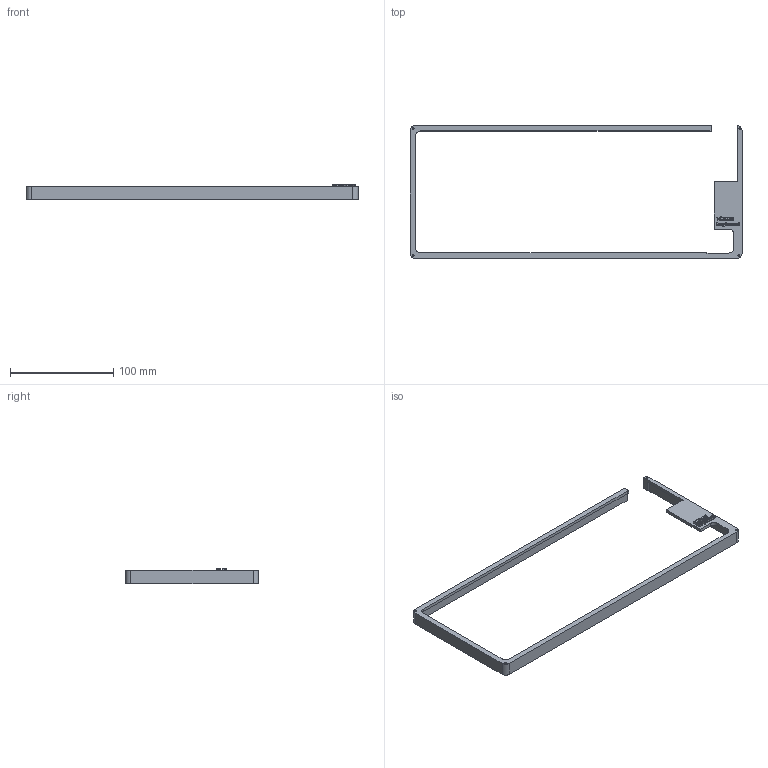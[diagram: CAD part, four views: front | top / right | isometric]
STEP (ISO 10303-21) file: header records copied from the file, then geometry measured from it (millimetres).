
FILE_DESCRIPTION(('FreeCAD Model'),'2;1');
FILE_NAME('Open CASCADE Shape Model','2025-03-21T13:27:25',(''),(''), 'Open CASCADE STEP processor 7.8','FreeCAD','Unknown');
FILE_SCHEMA(('AUTOMOTIVE_DESIGN { 1 0 10303 214 1 1 1 1 }'));
Length unit declared in the file: millimetre
Products named in the file (4): top; Body; Extrude; Extrude001
Assembly tree (3 placements, depth 2):
  top
    Body
    Extrude
    Extrude001
Bounding box: 321.95 x 129.07 x 15 mm (x, y, z)
Volume: 45515.4 mm3; surface area: 34572.4 mm2
Topology: 17 solids, 17 shells, 345 faces, 906 edges, 604 vertices
Faces by surface type: plane 214, extrusion 113, cylinder 18
Full cylindrical faces by diameter (mm): 2 x4
Entity records: 11231 total; most frequent: CARTESIAN_POINT 2876, ORIENTED_EDGE 1812, DIRECTION 1301, EDGE_CURVE 906, VECTOR 757, LINE 644, VERTEX_POINT 604, FACE_BOUND 374
